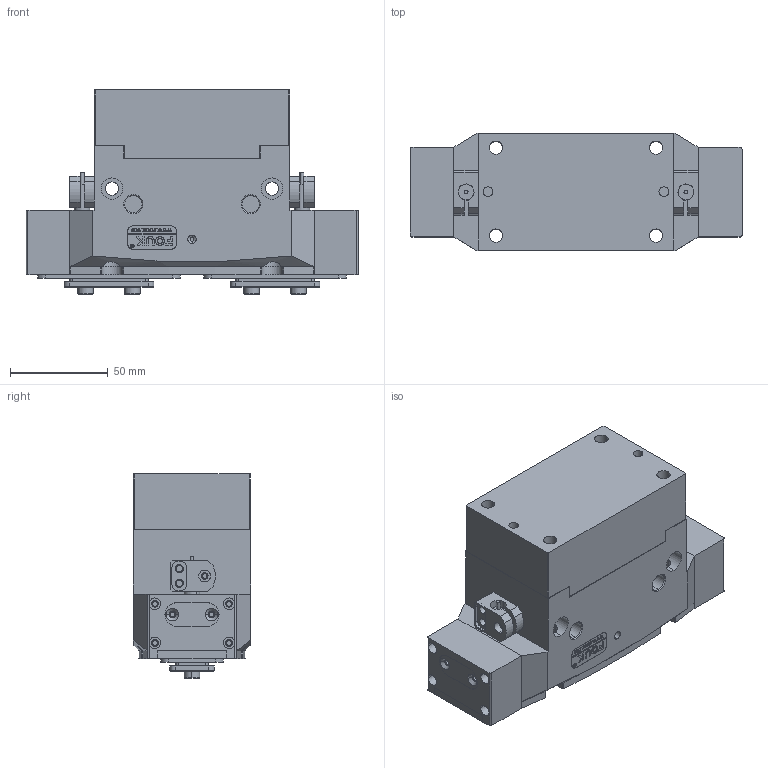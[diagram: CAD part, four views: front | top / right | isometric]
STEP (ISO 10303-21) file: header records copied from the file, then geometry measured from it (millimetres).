
FILE_DESCRIPTION (( 'STEP AP203' ), '1' );
FILE_NAME ('TR57-125-S-P-NO.STEP', '2024-11-19T03:08:40', ( 'USER-' ), ( 'Microsoft' ), 'SwSTEP 2.0', 'SolidWorks 2018', '' );
FILE_SCHEMA (( 'CONFIG_CONTROL_DESIGN' ));
Length unit declared in the file: millimetre
Products named in the file (25): TR57-125滅鳥杅耀-陔.sldasm-Part-10; 揤輸蚾饜极; 錨璃14^TR57-125-S-P-NO; TR57-125滅鳥杅耀-陔.sldasm-Part-3; TR57-125滅鳥杅耀-陔.sldasm-Part-4; TR57-125滅鳥杅耀-陔.sldasm-Part-28; TR57-125滅鳥杅耀-陔.sldasm-Part-8; TR57-125-S 賑輸; TR57-125滅鳥杅耀-陔.sldasm-Part-11; TR57-125滅鳥杅耀-陔.sldasm-Part-25; TR57-125滅鳥杅耀-陔.sldasm-Part-6; TR57-125-S-P-NO; 25x12-R3; TR57-125滅鳥杅耀-陔.sldasm-Part-18; TR57-125滅鳥杅耀-陔.sldasm-Part-12; TR57-125滅鳥杅耀-陔.sldasm-Part-1; TR57-125赻; 揤輸杅耀.sldasm-Part-9; TR57-125滅鳥杅耀-陔.sldasm-Part-16; TR57-125滅鳥杅耀-陔.sldasm-Part-2; TR57-125滅鳥杅耀-陔.sldasm-Part-17; 埴翐芛_GB_FASTENER_SCREWS_HSHCS M2X8-N; TR57-125滅鳥杅耀-陔.sldasm-Part-5; TR57-125滅鳥杅耀-陔.sldasm-Part-9; TR57-125滅鳥杅耀-陔.sldasm-Part-7
Assembly tree (27 placements, depth 3):
  錨璃14^TR57-125-S-P-NO
  TR57-125-S-P-NO
    TR57-125滅鳥杅耀-陔.sldasm-Part-1
    TR57-125滅鳥杅耀-陔.sldasm-Part-2
    TR57-125滅鳥杅耀-陔.sldasm-Part-3  x2
    TR57-125滅鳥杅耀-陔.sldasm-Part-4
    TR57-125滅鳥杅耀-陔.sldasm-Part-5
    TR57-125滅鳥杅耀-陔.sldasm-Part-6
    TR57-125滅鳥杅耀-陔.sldasm-Part-7
    TR57-125滅鳥杅耀-陔.sldasm-Part-8
    TR57-125滅鳥杅耀-陔.sldasm-Part-9
    TR57-125滅鳥杅耀-陔.sldasm-Part-10
    TR57-125滅鳥杅耀-陔.sldasm-Part-11
    TR57-125滅鳥杅耀-陔.sldasm-Part-12
    TR57-125滅鳥杅耀-陔.sldasm-Part-16
    TR57-125滅鳥杅耀-陔.sldasm-Part-17
    TR57-125滅鳥杅耀-陔.sldasm-Part-18
    TR57-125滅鳥杅耀-陔.sldasm-Part-25
    TR57-125滅鳥杅耀-陔.sldasm-Part-28
    TR57-125-S 賑輸  x2
    TR57-125赻
    25x12-R3
    揤輸蚾饜极  x2
      揤輸杅耀.sldasm-Part-9
      埴翐芛_GB_FASTENER_SCREWS_HSHCS M2X8-N
Bounding box: 170 x 60 x 104.5 mm (x, y, z)
Volume: 629507.2 mm3; surface area: 151855.8 mm2
Topology: 28 solids, 52 shells, 1688 faces, 4265 edges, 2703 vertices
Faces by surface type: plane 779, cylinder 491, cone 255, bspline 155, torus 8
Entity records: 51387 total; most frequent: CARTESIAN_POINT 14238, ORIENTED_EDGE 7200, DIRECTION 6923, EDGE_CURVE 3600, AXIS2_PLACEMENT_3D 2367, VERTEX_POINT 2322, VECTOR 2189, LINE 2189
